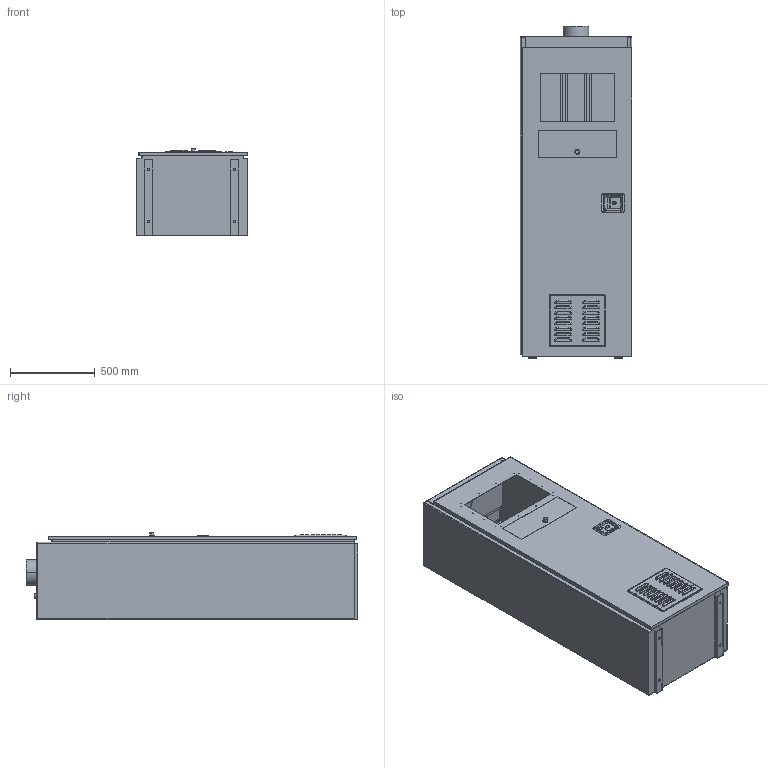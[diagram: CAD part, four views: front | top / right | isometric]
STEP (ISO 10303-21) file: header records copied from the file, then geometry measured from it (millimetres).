
FILE_DESCRIPTION((''),'2;1');
FILE_NAME('MCAB-0136-UN_ASM','2019-04-04T',('dlachman'),('MATHESON TRI-GAS'),'CREO PARAMETRIC BY PTC INC, 2018220','CREO PARAMETRIC BY PTC INC, 2018220','');
FILE_SCHEMA(('CONFIG_CONTROL_DESIGN'));
Length unit declared in the file: inch
Products named in the file (9): 1178F-FRAME-3CE; 1178F-ROOF-WIDE; 1178F-COVER; 1178F-DOOR; MLAT-0020-PT1; MCAB-DOOR-LOUVER; MCAB-NPT-CPL; MCAB-ACC-LATCH; MCAB-0136-UN_ASM
Assembly tree (8 placements, depth 2):
  MCAB-0136-UN_ASM
    1178F-FRAME-3CE
    1178F-ROOF-WIDE
    1178F-COVER
    1178F-DOOR
    MLAT-0020-PT1
    MCAB-DOOR-LOUVER
    MCAB-NPT-CPL
    MCAB-ACC-LATCH
Bounding box: 660.65 x 1962.15 x 516.23 mm (x, y, z)
Volume: 16912486.8 mm3; surface area: 11590485.6 mm2
Topology: 11 solids, 11 shells, 777 faces, 2135 edges, 1402 vertices
Faces by surface type: plane 354, cylinder 315, torus 72, sphere 16, cone 14, bspline 6
Entity records: 25653 total; most frequent: CARTESIAN_POINT 4678, DIRECTION 4593, ORIENTED_EDGE 4238, EDGE_CURVE 2119, AXIS2_PLACEMENT_3D 1714, VERTEX_POINT 1402, VECTOR 1165, LINE 1165
